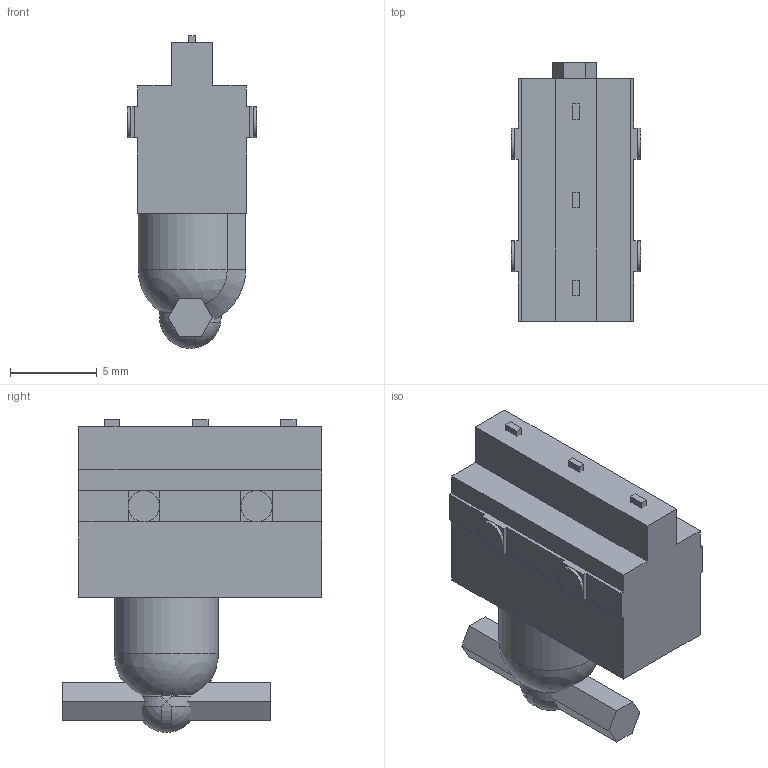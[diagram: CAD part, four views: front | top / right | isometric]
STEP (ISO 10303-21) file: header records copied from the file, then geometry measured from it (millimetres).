
FILE_DESCRIPTION(/* description */ (''),/* implementation_level */ '2;1');
FILE_NAME(/* name */ 'EsoFilamentSensorCutter5.5.step',/* time_stamp */ '2024-07-10T14:18:41+10:00',/* author */ (''),/* organization */ (''),/* preprocessor_version */ 'ST-DEVELOPER v20',/* originating_system */ 'Autodesk Translation Framework v13.14.0.145',/* authorisation */ '');
FILE_SCHEMA (('AUTOMOTIVE_DESIGN { 1 0 10303 214 3 1 1 }'));
Length unit declared in the file: millimetre
Products named in the file (10): (Unsaved); EsoFilamentSensorCutter5.5; FilamentSensorCutter5.5; Ball Shaft; Switch Body; Hex Filament Path; Pivot; FilamentSensor; 5.5mmBall (1); Omron-D2F (1)
Assembly tree (9 placements, depth 4):
  (Unsaved)
    EsoFilamentSensorCutter5.5
      FilamentSensorCutter5.5
        Ball Shaft
        Switch Body
        Hex Filament Path
      Pivot
      FilamentSensor
        5.5mmBall (1)
        Omron-D2F (1)
Bounding box: 7.45 x 14.95 x 18.04 mm (x, y, z)
Volume: 1506.6 mm3; surface area: 1447.8 mm2
Topology: 6 solids, 6 shells, 122 faces, 297 edges, 188 vertices
Faces by surface type: plane 88, cylinder 22, sphere 10, cone 2
Full cylindrical faces by diameter (mm): 1.8 x4, 2 x1
Entity records: 4020 total; most frequent: CARTESIAN_POINT 764, DIRECTION 658, ORIENTED_EDGE 588, EDGE_CURVE 294, AXIS2_PLACEMENT_3D 225, LINE 208, VECTOR 208, VERTEX_POINT 188
